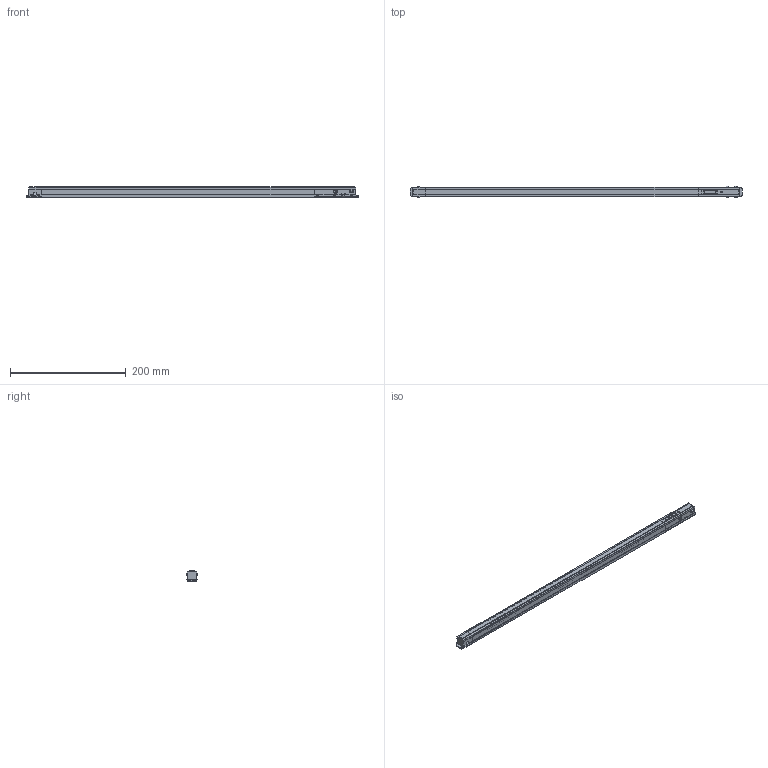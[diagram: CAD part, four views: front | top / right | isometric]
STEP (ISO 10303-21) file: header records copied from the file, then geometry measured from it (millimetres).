
FILE_DESCRIPTION(/* description */ (''),/* implementation_level */ '2;1');
FILE_NAME(/* name */ 'M0055.step',/* time_stamp */ '2025-12-29T11:38:40+01:00',/* author */ (''),/* organization */ (''),/* preprocessor_version */ 'ST-DEVELOPER v20.1',/* originating_system */ 'Autodesk Translation Framework v14.21.0.0',/* authorisation */ '');
FILE_SCHEMA (('AP203_CONFIGURATION_CONTROLLED_3D_DESIGN_OF_MECHANICAL_PARTS_AND_ASSEMBLIES_MIM_LF { 1 0 10303 203 3 1 4 }','AUTOMOTIVE_DESIGN { 1 0 10303 214 3 1 1 }','PROCESS_PLANNING_SCHEMA','AP242_MANAGED_MODEL_BASED_3D_ENGINEERING_MIM_LF { 1 0 10303 442 3 1 4 }'));
Products named in the file (1): M0055
Bounding box: 574.4 x 19.57 x 18.73 mm (x, y, z)
Volume: 98378.5 mm3; surface area: 96697.7 mm2
Topology: 27 solids, 27 shells, 6267 faces, 15609 edges, 9412 vertices
Faces by surface type: bspline 2888, cylinder 1536, cone 1464, plane 373, sphere 6
Full cylindrical faces by diameter (mm): 3.4 x1, 7 x1, 11 x12
Entity records: 325670 total; most frequent: CARTESIAN_POINT 202873, ORIENTED_EDGE 31202, DIRECTION 16837, EDGE_CURVE 15601, B_SPLINE_CURVE_WITH_KNOTS 10080, VERTEX_POINT 9412, AXIS2_PLACEMENT_3D 7936, EDGE_LOOP 6297
